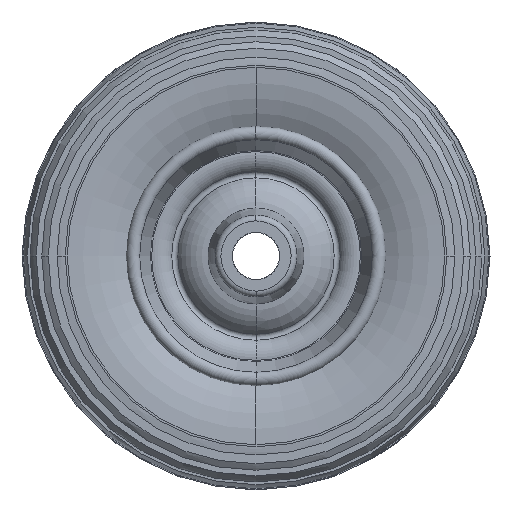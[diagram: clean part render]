
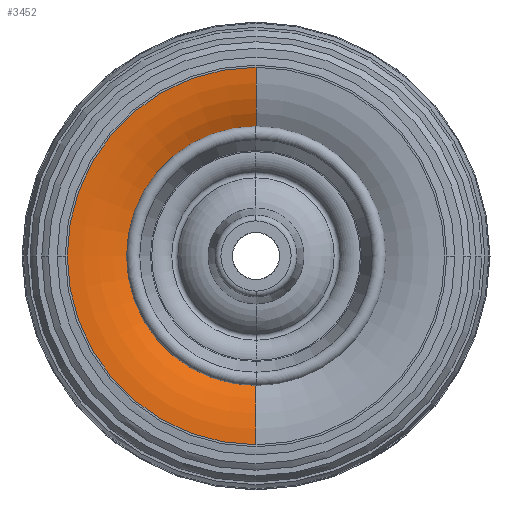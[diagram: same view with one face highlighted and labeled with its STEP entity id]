
A CAD part, left-side view. The second image highlights one B-rep face of the part: STEP entity #3452.
In plain terms, the highlighted toroidal (fillet/blend) face has major radius 80.671 mm and minor radius 50 mm.
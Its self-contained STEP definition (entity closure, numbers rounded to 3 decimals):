
#151 = EDGE_CURVE ( 'NONE', #7518, #7186, #7074, .T. ) ;
#196 = DIRECTION ( 'NONE',  ( 0., 0., 1. ) ) ;
#410 = ORIENTED_EDGE ( 'NONE', *, *, #4452, .F. ) ;
#559 = CIRCLE ( 'NONE', #7878, 50. ) ;
#651 = CARTESIAN_POINT ( 'NONE',  ( -25., 0., -80.671 ) ) ;
#964 = DIRECTION ( 'NONE',  ( 0., 1., 0. ) ) ;
#1470 = CARTESIAN_POINT ( 'NONE',  ( -17.907, 0., 0. ) ) ;
#1559 = EDGE_CURVE ( 'NONE', #4363, #7715, #6341, .T. ) ;
#1600 = CARTESIAN_POINT ( 'NONE',  ( 25., 0., 0. ) ) ;
#1772 = AXIS2_PLACEMENT_3D ( 'NONE', #6596, #3422, #3461 ) ;
#1809 = CARTESIAN_POINT ( 'NONE',  ( -25., 0., 80.671 ) ) ;
#2701 = FACE_OUTER_BOUND ( 'NONE', #3104, .T. ) ;
#2867 = DIRECTION ( 'NONE',  ( -1., 0., 0. ) ) ;
#2891 = ORIENTED_EDGE ( 'NONE', *, *, #151, .T. ) ;
#2935 = CARTESIAN_POINT ( 'NONE',  ( -17.907, 0., -55. ) ) ;
#3104 = EDGE_LOOP ( 'NONE', ( #2891, #6382, #7643, #410 ) ) ;
#3117 = DIRECTION ( 'NONE',  ( 0., 0., -1. ) ) ;
#3419 = AXIS2_PLACEMENT_3D ( 'NONE', #4824, #964, #7381 ) ;
#3422 = DIRECTION ( 'NONE',  ( -1., 0., 0. ) ) ;
#3452 = ADVANCED_FACE ( 'NONE', ( #2701 ), #3693, .T. ) ;
#3461 = DIRECTION ( 'NONE',  ( 0., 0., 1. ) ) ;
#3689 = AXIS2_PLACEMENT_3D ( 'NONE', #1470, #7142, #4017 ) ;
#3693 = TOROIDAL_SURFACE ( 'NONE', #4753, 80.671, 50. ) ;
#4017 = DIRECTION ( 'NONE',  ( 0., 0., 1. ) ) ;
#4363 = VERTEX_POINT ( 'NONE', #6124 ) ;
#4435 = DIRECTION ( 'NONE',  ( 0., -1., 0. ) ) ;
#4452 = EDGE_CURVE ( 'NONE', #7518, #4363, #559, .T. ) ;
#4753 = AXIS2_PLACEMENT_3D ( 'NONE', #1600, #2867, #196 ) ;
#4824 = CARTESIAN_POINT ( 'NONE',  ( 25., 0., -80.671 ) ) ;
#6124 = CARTESIAN_POINT ( 'NONE',  ( -17.907, 0., 55. ) ) ;
#6341 = CIRCLE ( 'NONE', #3689, 55. ) ;
#6382 = ORIENTED_EDGE ( 'NONE', *, *, #7716, .T. ) ;
#6596 = CARTESIAN_POINT ( 'NONE',  ( -25., 0., 0. ) ) ;
#6706 = CIRCLE ( 'NONE', #3419, 50. ) ;
#6913 = CARTESIAN_POINT ( 'NONE',  ( 25., 0., 80.671 ) ) ;
#7074 = CIRCLE ( 'NONE', #1772, 80.671 ) ;
#7142 = DIRECTION ( 'NONE',  ( -1., 0., 0. ) ) ;
#7186 = VERTEX_POINT ( 'NONE', #651 ) ;
#7381 = DIRECTION ( 'NONE',  ( 0., 0., 1. ) ) ;
#7518 = VERTEX_POINT ( 'NONE', #1809 ) ;
#7643 = ORIENTED_EDGE ( 'NONE', *, *, #1559, .F. ) ;
#7716 = EDGE_CURVE ( 'NONE', #7186, #7715, #6706, .T. ) ;
#7715 = VERTEX_POINT ( 'NONE', #2935 ) ;
#7878 = AXIS2_PLACEMENT_3D ( 'NONE', #6913, #4435, #3117 ) ;
